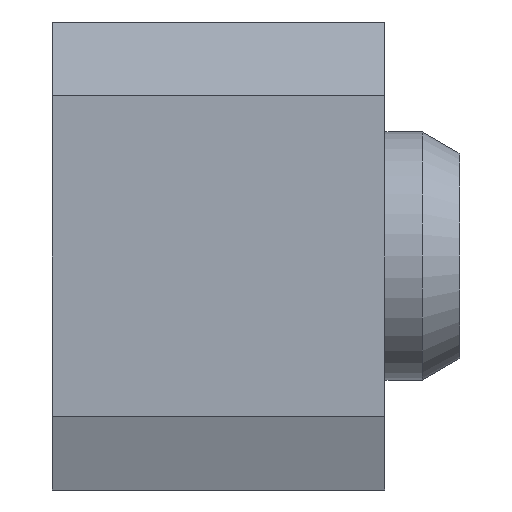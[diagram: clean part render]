
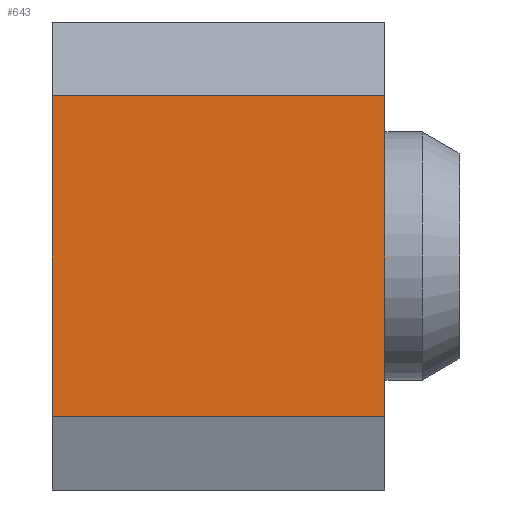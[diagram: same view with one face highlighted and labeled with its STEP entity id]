
A CAD part, left-side view. The second image highlights one B-rep face of the part: STEP entity #643.
In plain terms, the highlighted planar face has unit normal (-1, 0, 0).
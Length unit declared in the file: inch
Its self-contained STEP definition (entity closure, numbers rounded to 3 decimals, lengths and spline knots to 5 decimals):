
#86 = VERTEX_POINT ( 'NONE', #1973 ) ;
#99 = CARTESIAN_POINT ( 'NONE',  ( -0.01203, -0.071, -0.08425 ) ) ;
#126 = VECTOR ( 'NONE', #277, 39.37008 ) ;
#229 = VECTOR ( 'NONE', #305, 39.37008 ) ;
#248 = FACE_OUTER_BOUND ( 'NONE', #2099, .T. ) ;
#277 = DIRECTION ( 'NONE',  ( 0., 0., 1. ) ) ;
#296 = ORIENTED_EDGE ( 'NONE', *, *, #1894, .T. ) ;
#305 = DIRECTION ( 'NONE',  ( 0., 1., 0. ) ) ;
#381 = CARTESIAN_POINT ( 'NONE',  ( -0.01203, -0.071, -0.01575 ) ) ;
#384 = CARTESIAN_POINT ( 'NONE',  ( -0.01203, 0., -0.08425 ) ) ;
#481 = ORIENTED_EDGE ( 'NONE', *, *, #660, .F. ) ;
#570 = VERTEX_POINT ( 'NONE', #1918 ) ;
#643 = ADVANCED_FACE ( 'NONE', ( #248 ), #1557, .T. ) ;
#660 = EDGE_CURVE ( 'NONE', #793, #570, #1779, .T. ) ;
#706 = AXIS2_PLACEMENT_3D ( 'NONE', #99, #746, #1402 ) ;
#746 = DIRECTION ( 'NONE',  ( -1., 0., 0. ) ) ;
#767 = LINE ( 'NONE', #1110, #947 ) ;
#793 = VERTEX_POINT ( 'NONE', #1797 ) ;
#908 = DIRECTION ( 'NONE',  ( 0., 0., 1. ) ) ;
#947 = VECTOR ( 'NONE', #908, 39.37008 ) ;
#1051 = DIRECTION ( 'NONE',  ( 0., 1., 0. ) ) ;
#1074 = LINE ( 'NONE', #384, #126 ) ;
#1110 = CARTESIAN_POINT ( 'NONE',  ( -0.01203, -0.071, -0.08425 ) ) ;
#1121 = CARTESIAN_POINT ( 'NONE',  ( -0.01203, -0.071, -0.08425 ) ) ;
#1402 = DIRECTION ( 'NONE',  ( 0., 0., 1. ) ) ;
#1452 = EDGE_CURVE ( 'NONE', #570, #1522, #1074, .T. ) ;
#1481 = CARTESIAN_POINT ( 'NONE',  ( -0.01203, 0., -0.01575 ) ) ;
#1522 = VERTEX_POINT ( 'NONE', #1481 ) ;
#1557 = PLANE ( 'NONE',  #706 ) ;
#1586 = ORIENTED_EDGE ( 'NONE', *, *, #2119, .T. ) ;
#1712 = LINE ( 'NONE', #381, #2039 ) ;
#1779 = LINE ( 'NONE', #1121, #229 ) ;
#1797 = CARTESIAN_POINT ( 'NONE',  ( -0.01203, -0.071, -0.08425 ) ) ;
#1894 = EDGE_CURVE ( 'NONE', #793, #86, #767, .T. ) ;
#1918 = CARTESIAN_POINT ( 'NONE',  ( -0.01203, 0., -0.08425 ) ) ;
#1973 = CARTESIAN_POINT ( 'NONE',  ( -0.01203, -0.071, -0.01575 ) ) ;
#2036 = ORIENTED_EDGE ( 'NONE', *, *, #1452, .F. ) ;
#2039 = VECTOR ( 'NONE', #1051, 39.37008 ) ;
#2099 = EDGE_LOOP ( 'NONE', ( #2036, #481, #296, #1586 ) ) ;
#2119 = EDGE_CURVE ( 'NONE', #86, #1522, #1712, .T. ) ;
